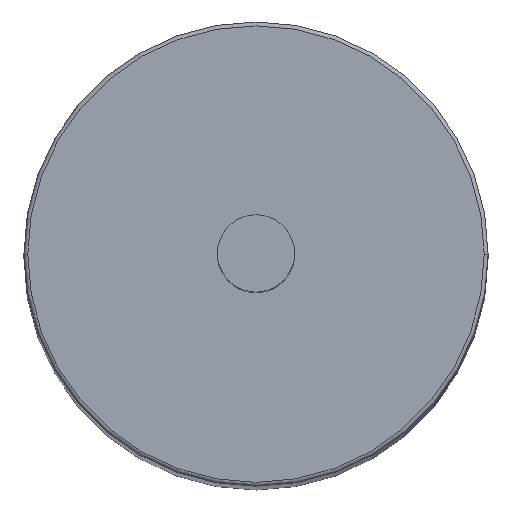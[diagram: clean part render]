
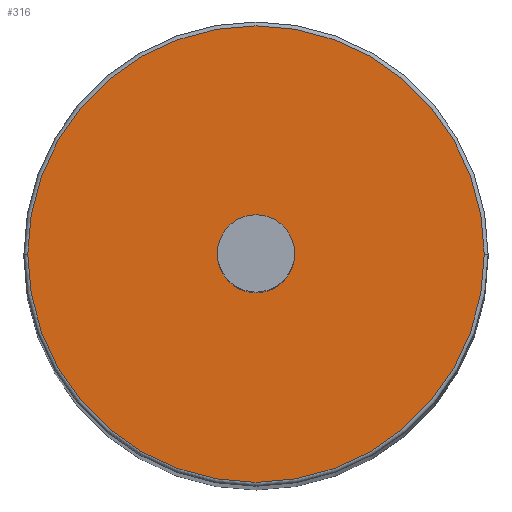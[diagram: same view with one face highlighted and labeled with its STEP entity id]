
A CAD part, top view. The second image highlights one B-rep face of the part: STEP entity #316.
In plain terms, the highlighted planar face has unit normal (0, 0, 1).
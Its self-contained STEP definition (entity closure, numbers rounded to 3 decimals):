
#114=CARTESIAN_POINT('',(0.,0.,56.));
#115=DIRECTION('',(0.,0.,1.));
#116=DIRECTION('',(0.,-1.,0.));
#117=AXIS2_PLACEMENT_3D('',#114,#115,#116);
#119=CARTESIAN_POINT('',(0.,0.,56.));
#120=DIRECTION('',(0.,0.,1.));
#121=DIRECTION('',(0.,1.,0.));
#122=AXIS2_PLACEMENT_3D('',#119,#120,#121);
#124=CARTESIAN_POINT('',(0.,0.,56.));
#125=DIRECTION('',(0.,0.,1.));
#126=DIRECTION('',(-1.,0.,0.));
#127=AXIS2_PLACEMENT_3D('',#124,#125,#126);
#129=CARTESIAN_POINT('',(0.,0.,56.));
#130=DIRECTION('',(0.,0.,1.));
#131=DIRECTION('',(1.,0.,0.));
#132=AXIS2_PLACEMENT_3D('',#129,#130,#131);
#175=CARTESIAN_POINT('',(0.,-1.,56.));
#176=CARTESIAN_POINT('',(0.,1.,56.));
#177=VERTEX_POINT('',#175);
#178=VERTEX_POINT('',#176);
#179=CARTESIAN_POINT('',(-5.9,0.,56.));
#180=CARTESIAN_POINT('',(5.9,0.,56.));
#181=VERTEX_POINT('',#179);
#182=VERTEX_POINT('',#180);
#300=CARTESIAN_POINT('',(0.,0.,56.));
#301=DIRECTION('',(0.,0.,1.));
#302=DIRECTION('',(1.,0.,0.));
#303=AXIS2_PLACEMENT_3D('',#300,#301,#302);
#304=PLANE('',#303);
#306=ORIENTED_EDGE('',*,*,#305,.F.);
#307=ORIENTED_EDGE('',*,*,#283,.F.);
#308=EDGE_LOOP('',(#306,#307));
#309=FACE_OUTER_BOUND('',#308,.F.);
#311=ORIENTED_EDGE('',*,*,#310,.T.);
#313=ORIENTED_EDGE('',*,*,#312,.T.);
#314=EDGE_LOOP('',(#311,#313));
#315=FACE_BOUND('',#314,.F.);
#316=ADVANCED_FACE('',(#309,#315),#304,.T.);
#118=CIRCLE('',#117,1.);
#123=CIRCLE('',#122,1.);
#128=CIRCLE('',#127,5.9);
#133=CIRCLE('',#132,5.9);
#283=EDGE_CURVE('',#182,#181,#133,.T.);
#305=EDGE_CURVE('',#181,#182,#128,.T.);
#310=EDGE_CURVE('',#177,#178,#118,.T.);
#312=EDGE_CURVE('',#178,#177,#123,.T.);
